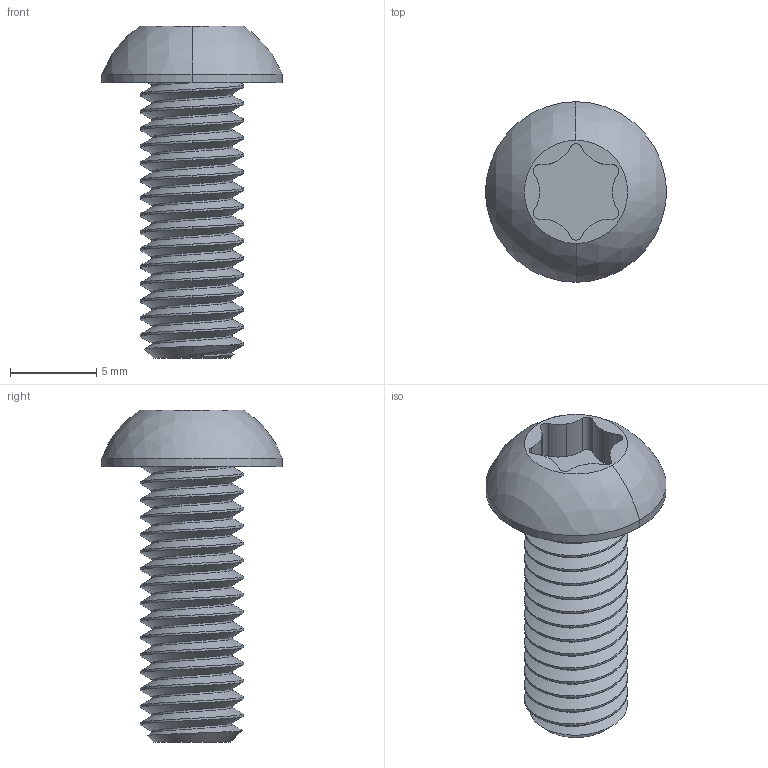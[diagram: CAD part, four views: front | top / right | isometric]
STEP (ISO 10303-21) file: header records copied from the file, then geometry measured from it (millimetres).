
FILE_DESCRIPTION (( 'STEP AP203' ), '1' );
FILE_NAME ('92832A544_Zinc-Plated Alloy Steel Button Head Torx Screws.STEP', '2021-12-02T18:55:05', ( 'Administrator' ), ( 'Managed by Terraform' ), 'SwSTEP 2.0', 'SolidWorks 2017', '' );
FILE_SCHEMA (( 'CONFIG_CONTROL_DESIGN' ));
Length unit declared in the file: millimetre
Products named in the file (1): 92832A544_Zinc-Plated Alloy Steel Button Head Torx Screws
Bounding box: 10.5 x 10.5 x 19.3 mm (x, y, z)
Volume: 534.9 mm3; surface area: 731.9 mm2
Topology: 1 solids, 1 shells, 63 faces, 175 edges, 116 vertices
Faces by surface type: cylinder 51, plane 4, cone 3, bspline 3, sphere 2
Entity records: 4651 total; most frequent: CARTESIAN_POINT 3132, ORIENTED_EDGE 350, DIRECTION 271, EDGE_CURVE 175, VERTEX_POINT 116, AXIS2_PLACEMENT_3D 109, EDGE_LOOP 65, FACE_OUTER_BOUND 63
